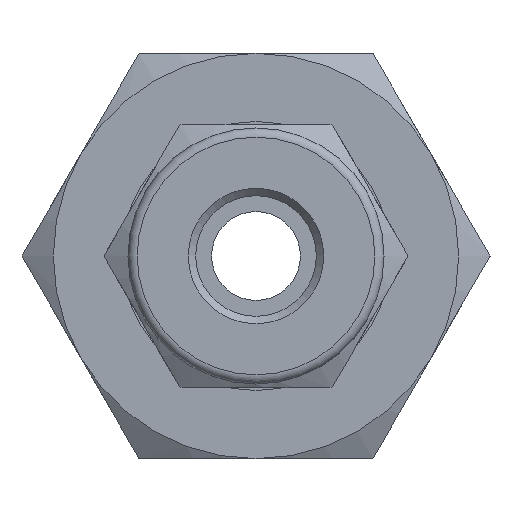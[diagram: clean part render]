
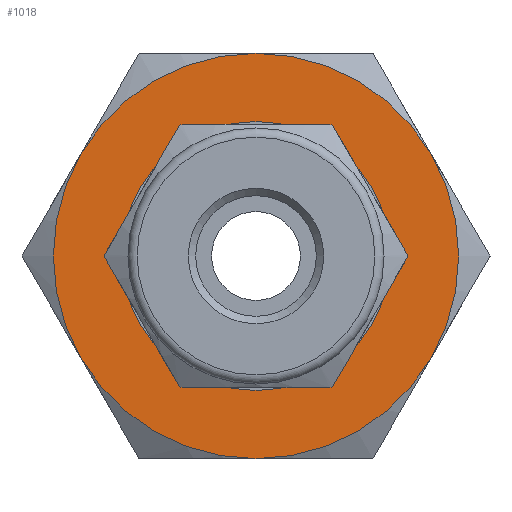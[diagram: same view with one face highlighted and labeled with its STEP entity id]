
A CAD part, left-side view. The second image highlights one B-rep face of the part: STEP entity #1018.
In plain terms, the highlighted planar face has unit normal (-1, 0, 0).
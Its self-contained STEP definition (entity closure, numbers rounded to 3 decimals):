
#24=FACE_BOUND('',#266,.T.);
#66=CIRCLE('',#1093,5.9);
#92=CIRCLE('',#1148,11.);
#93=CIRCLE('',#1150,11.);
#94=CIRCLE('',#1152,11.);
#95=CIRCLE('',#1154,11.);
#96=CIRCLE('',#1156,11.);
#97=CIRCLE('',#1158,11.);
#193=FACE_OUTER_BOUND('',#265,.T.);
#265=EDGE_LOOP('',(#875,#876,#877,#878,#879,#880));
#266=EDGE_LOOP('',(#881));
#439=VERTEX_POINT('',#1641);
#459=VERTEX_POINT('',#1712);
#463=VERTEX_POINT('',#1730);
#467=VERTEX_POINT('',#1748);
#474=VERTEX_POINT('',#1773);
#477=VERTEX_POINT('',#1790);
#479=VERTEX_POINT('',#1805);
#547=EDGE_CURVE('',#439,#439,#66,.T.);
#613=EDGE_CURVE('',#467,#479,#92,.T.);
#614=EDGE_CURVE('',#463,#467,#93,.T.);
#615=EDGE_CURVE('',#479,#474,#94,.T.);
#616=EDGE_CURVE('',#459,#463,#95,.T.);
#617=EDGE_CURVE('',#474,#477,#96,.T.);
#618=EDGE_CURVE('',#477,#459,#97,.T.);
#875=ORIENTED_EDGE('',*,*,#616,.F.);
#876=ORIENTED_EDGE('',*,*,#618,.F.);
#877=ORIENTED_EDGE('',*,*,#617,.F.);
#878=ORIENTED_EDGE('',*,*,#615,.F.);
#879=ORIENTED_EDGE('',*,*,#613,.F.);
#880=ORIENTED_EDGE('',*,*,#614,.F.);
#881=ORIENTED_EDGE('',*,*,#547,.T.);
#963=PLANE('',#1157);
#1018=ADVANCED_FACE('',(#193,#24),#963,.T.);
#1093=AXIS2_PLACEMENT_3D('',#1642,#1291,#1292);
#1148=AXIS2_PLACEMENT_3D('',#1825,#1417,#1418);
#1150=AXIS2_PLACEMENT_3D('',#1827,#1421,#1422);
#1152=AXIS2_PLACEMENT_3D('',#1829,#1425,#1426);
#1154=AXIS2_PLACEMENT_3D('',#1831,#1429,#1430);
#1156=AXIS2_PLACEMENT_3D('',#1833,#1433,#1434);
#1157=AXIS2_PLACEMENT_3D('',#1834,#1435,#1436);
#1158=AXIS2_PLACEMENT_3D('',#1835,#1437,#1438);
#1291=DIRECTION('center_axis',(1.,0.,0.));
#1292=DIRECTION('ref_axis',(0.,1.,0.));
#1417=DIRECTION('center_axis',(1.,0.,0.));
#1418=DIRECTION('ref_axis',(0.,0.,-1.));
#1421=DIRECTION('center_axis',(1.,0.,0.));
#1422=DIRECTION('ref_axis',(0.,0.,-1.));
#1425=DIRECTION('center_axis',(1.,0.,0.));
#1426=DIRECTION('ref_axis',(0.,0.,-1.));
#1429=DIRECTION('center_axis',(1.,0.,0.));
#1430=DIRECTION('ref_axis',(0.,0.,-1.));
#1433=DIRECTION('center_axis',(1.,0.,0.));
#1434=DIRECTION('ref_axis',(0.,0.,-1.));
#1435=DIRECTION('center_axis',(-1.,0.,0.));
#1436=DIRECTION('ref_axis',(0.,0.,1.));
#1437=DIRECTION('center_axis',(1.,0.,0.));
#1438=DIRECTION('ref_axis',(0.,0.,-1.));
#1641=CARTESIAN_POINT('',(17.841,-5.9,0.));
#1642=CARTESIAN_POINT('Origin',(17.841,0.,0.));
#1712=CARTESIAN_POINT('',(17.841,-9.526,5.5));
#1730=CARTESIAN_POINT('',(17.841,-9.526,-5.5));
#1748=CARTESIAN_POINT('',(17.841,0.,-11.));
#1773=CARTESIAN_POINT('',(17.841,9.526,5.5));
#1790=CARTESIAN_POINT('',(17.841,0.,11.));
#1805=CARTESIAN_POINT('',(17.841,9.526,-5.5));
#1825=CARTESIAN_POINT('Origin',(17.841,0.,0.));
#1827=CARTESIAN_POINT('Origin',(17.841,0.,0.));
#1829=CARTESIAN_POINT('Origin',(17.841,0.,0.));
#1831=CARTESIAN_POINT('Origin',(17.841,0.,0.));
#1833=CARTESIAN_POINT('Origin',(17.841,0.,0.));
#1834=CARTESIAN_POINT('Origin',(17.841,11.,0.));
#1835=CARTESIAN_POINT('Origin',(17.841,0.,0.));
